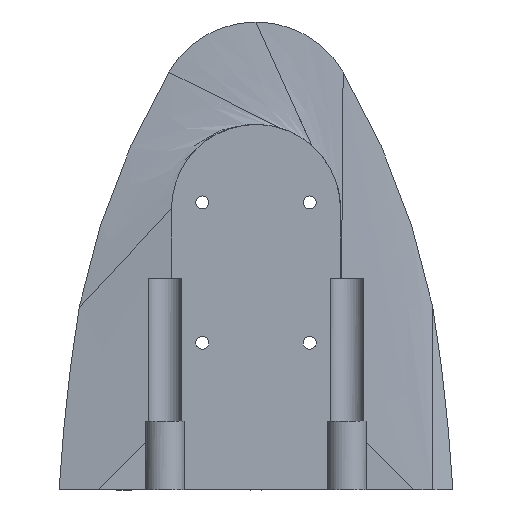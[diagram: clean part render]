
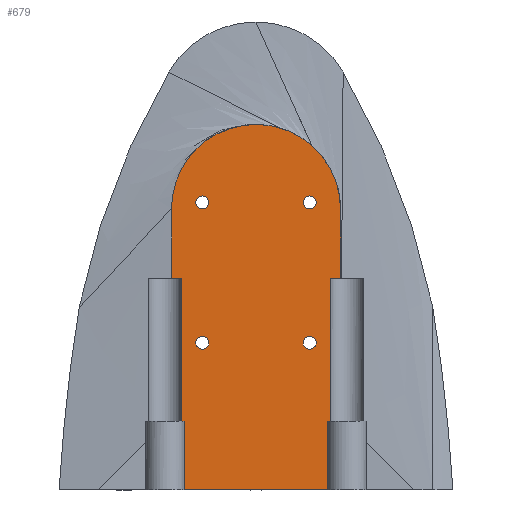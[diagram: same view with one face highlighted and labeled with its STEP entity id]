
A CAD part, front view. The second image highlights one B-rep face of the part: STEP entity #679.
In plain terms, the highlighted planar face has unit normal (0, -1, 0).
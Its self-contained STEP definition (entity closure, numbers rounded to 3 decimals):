
#47=FACE_BOUND('',#102,.T.);
#48=FACE_BOUND('',#103,.T.);
#49=FACE_BOUND('',#104,.T.);
#50=FACE_BOUND('',#105,.T.);
#58=FACE_OUTER_BOUND('',#101,.T.);
#101=EDGE_LOOP('',(#478,#479,#480,#481,#482,#483,#484,#485,#486,#487,#488,
#489,#490));
#102=EDGE_LOOP('',(#491));
#103=EDGE_LOOP('',(#492));
#104=EDGE_LOOP('',(#493));
#105=EDGE_LOOP('',(#494));
#155=CIRCLE('',#748,32.5);
#156=CIRCLE('',#749,32.5);
#157=CIRCLE('',#750,2.5);
#158=CIRCLE('',#751,2.5);
#159=CIRCLE('',#752,2.5);
#160=CIRCLE('',#753,2.5);
#211=LINE('',#1030,#255);
#214=LINE('',#1070,#258);
#215=LINE('',#1072,#259);
#216=LINE('',#1074,#260);
#217=LINE('',#1076,#261);
#218=LINE('',#1078,#262);
#219=LINE('',#1084,#263);
#220=LINE('',#1086,#264);
#221=LINE('',#1088,#265);
#222=LINE('',#1090,#266);
#223=LINE('',#1091,#267);
#255=VECTOR('',#823,10.);
#258=VECTOR('',#836,10.);
#259=VECTOR('',#837,10.);
#260=VECTOR('',#838,10.);
#261=VECTOR('',#839,10.);
#262=VECTOR('',#840,10.);
#263=VECTOR('',#845,10.);
#264=VECTOR('',#846,10.);
#265=VECTOR('',#847,10.);
#266=VECTOR('',#848,10.);
#267=VECTOR('',#849,10.);
#302=VERTEX_POINT('',#1027);
#303=VERTEX_POINT('',#1029);
#311=VERTEX_POINT('',#1069);
#312=VERTEX_POINT('',#1071);
#313=VERTEX_POINT('',#1073);
#314=VERTEX_POINT('',#1075);
#315=VERTEX_POINT('',#1077);
#316=VERTEX_POINT('',#1079);
#317=VERTEX_POINT('',#1081);
#318=VERTEX_POINT('',#1083);
#319=VERTEX_POINT('',#1085);
#320=VERTEX_POINT('',#1087);
#321=VERTEX_POINT('',#1089);
#322=VERTEX_POINT('',#1092);
#323=VERTEX_POINT('',#1094);
#324=VERTEX_POINT('',#1096);
#325=VERTEX_POINT('',#1098);
#367=EDGE_CURVE('',#303,#302,#211,.T.);
#376=EDGE_CURVE('',#302,#311,#214,.T.);
#377=EDGE_CURVE('',#311,#312,#215,.T.);
#378=EDGE_CURVE('',#312,#313,#216,.T.);
#379=EDGE_CURVE('',#313,#314,#217,.T.);
#380=EDGE_CURVE('',#314,#315,#218,.T.);
#381=EDGE_CURVE('',#315,#316,#155,.T.);
#382=EDGE_CURVE('',#316,#317,#156,.T.);
#383=EDGE_CURVE('',#317,#318,#219,.T.);
#384=EDGE_CURVE('',#318,#319,#220,.T.);
#385=EDGE_CURVE('',#319,#320,#221,.T.);
#386=EDGE_CURVE('',#320,#321,#222,.T.);
#387=EDGE_CURVE('',#321,#303,#223,.T.);
#388=EDGE_CURVE('',#322,#322,#157,.T.);
#389=EDGE_CURVE('',#323,#323,#158,.T.);
#390=EDGE_CURVE('',#324,#324,#159,.T.);
#391=EDGE_CURVE('',#325,#325,#160,.T.);
#478=ORIENTED_EDGE('',*,*,#367,.T.);
#479=ORIENTED_EDGE('',*,*,#376,.T.);
#480=ORIENTED_EDGE('',*,*,#377,.T.);
#481=ORIENTED_EDGE('',*,*,#378,.T.);
#482=ORIENTED_EDGE('',*,*,#379,.T.);
#483=ORIENTED_EDGE('',*,*,#380,.T.);
#484=ORIENTED_EDGE('',*,*,#381,.T.);
#485=ORIENTED_EDGE('',*,*,#382,.T.);
#486=ORIENTED_EDGE('',*,*,#383,.T.);
#487=ORIENTED_EDGE('',*,*,#384,.T.);
#488=ORIENTED_EDGE('',*,*,#385,.T.);
#489=ORIENTED_EDGE('',*,*,#386,.T.);
#490=ORIENTED_EDGE('',*,*,#387,.T.);
#491=ORIENTED_EDGE('',*,*,#388,.T.);
#492=ORIENTED_EDGE('',*,*,#389,.T.);
#493=ORIENTED_EDGE('',*,*,#390,.T.);
#494=ORIENTED_EDGE('',*,*,#391,.T.);
#668=PLANE('',#747);
#679=ADVANCED_FACE('',(#58,#47,#48,#49,#50),#668,.F.);
#747=AXIS2_PLACEMENT_3D('',#1068,#834,#835);
#748=AXIS2_PLACEMENT_3D('',#1080,#841,#842);
#749=AXIS2_PLACEMENT_3D('',#1082,#843,#844);
#750=AXIS2_PLACEMENT_3D('',#1093,#850,#851);
#751=AXIS2_PLACEMENT_3D('',#1095,#852,#853);
#752=AXIS2_PLACEMENT_3D('',#1097,#854,#855);
#753=AXIS2_PLACEMENT_3D('',#1099,#856,#857);
#823=DIRECTION('',(1.,0.,0.));
#834=DIRECTION('center_axis',(0.,1.,0.));
#835=DIRECTION('ref_axis',(0.,0.,1.));
#836=DIRECTION('',(0.,0.,1.));
#837=DIRECTION('',(1.,0.,0.));
#838=DIRECTION('',(0.,0.,1.));
#839=DIRECTION('',(1.,0.,0.));
#840=DIRECTION('',(0.,0.,1.));
#841=DIRECTION('center_axis',(0.,-1.,0.));
#842=DIRECTION('ref_axis',(1.,0.,0.));
#843=DIRECTION('center_axis',(0.,-1.,0.));
#844=DIRECTION('ref_axis',(1.,0.,0.));
#845=DIRECTION('',(0.,0.,-1.));
#846=DIRECTION('',(1.,0.,0.));
#847=DIRECTION('',(0.,0.,-1.));
#848=DIRECTION('',(1.,0.,0.));
#849=DIRECTION('',(0.,0.,-1.));
#850=DIRECTION('center_axis',(0.,1.,0.));
#851=DIRECTION('ref_axis',(1.,0.,0.));
#852=DIRECTION('center_axis',(0.,1.,0.));
#853=DIRECTION('ref_axis',(1.,0.,0.));
#854=DIRECTION('center_axis',(0.,1.,0.));
#855=DIRECTION('ref_axis',(1.,0.,0.));
#856=DIRECTION('center_axis',(0.,1.,0.));
#857=DIRECTION('ref_axis',(1.,0.,0.));
#1027=CARTESIAN_POINT('',(27.174,-4.,108.483));
#1029=CARTESIAN_POINT('',(-27.957,-4.,108.483));
#1030=CARTESIAN_POINT('',(-51.051,-4.,108.483));
#1068=CARTESIAN_POINT('Origin',(-0.338,-4.,24.63));
#1069=CARTESIAN_POINT('',(27.174,-4.,135.));
#1070=CARTESIAN_POINT('',(27.174,-4.,135.));
#1071=CARTESIAN_POINT('',(28.184,-4.,135.));
#1072=CARTESIAN_POINT('',(17.135,-4.,135.));
#1073=CARTESIAN_POINT('',(28.184,-4.,190.));
#1074=CARTESIAN_POINT('',(28.184,-4.,162.5));
#1075=CARTESIAN_POINT('',(32.109,-4.,190.));
#1076=CARTESIAN_POINT('',(17.135,-4.,190.));
#1077=CARTESIAN_POINT('',(32.109,-4.,216.575));
#1078=CARTESIAN_POINT('',(32.109,-4.,136.575));
#1079=CARTESIAN_POINT('',(-15.391,-4.,245.407));
#1080=CARTESIAN_POINT('Origin',(-0.391,-4.,216.575));
#1081=CARTESIAN_POINT('',(-32.891,-4.,216.575));
#1082=CARTESIAN_POINT('Origin',(-0.391,-4.,216.575));
#1083=CARTESIAN_POINT('',(-32.891,-4.,190.));
#1084=CARTESIAN_POINT('',(-32.891,-4.,216.575));
#1085=CARTESIAN_POINT('',(-28.967,-4.,190.));
#1086=CARTESIAN_POINT('',(-17.864,-4.,190.));
#1087=CARTESIAN_POINT('',(-28.967,-4.,135.));
#1088=CARTESIAN_POINT('',(-28.967,-4.,162.5));
#1089=CARTESIAN_POINT('',(-27.957,-4.,135.));
#1090=CARTESIAN_POINT('',(-17.864,-4.,135.));
#1091=CARTESIAN_POINT('',(-27.957,-4.,135.));
#1092=CARTESIAN_POINT('',(17.747,-4.,219.075));
#1093=CARTESIAN_POINT('Origin',(20.247,-4.,219.075));
#1094=CARTESIAN_POINT('',(-23.528,-4.,219.075));
#1095=CARTESIAN_POINT('Origin',(-21.028,-4.,219.075));
#1096=CARTESIAN_POINT('',(-23.528,-4.,165.1));
#1097=CARTESIAN_POINT('Origin',(-21.028,-4.,165.1));
#1098=CARTESIAN_POINT('',(17.747,-4.,165.1));
#1099=CARTESIAN_POINT('Origin',(20.247,-4.,165.1));
